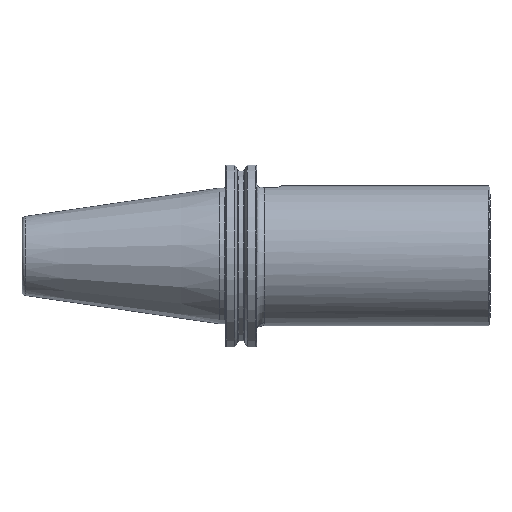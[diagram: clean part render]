
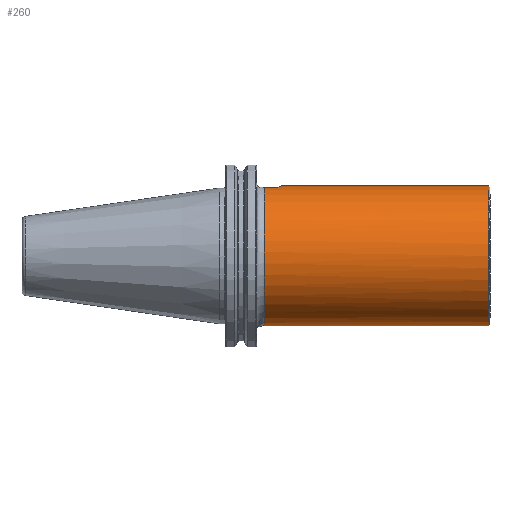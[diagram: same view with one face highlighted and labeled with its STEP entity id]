
A CAD part, front view. The second image highlights one B-rep face of the part: STEP entity #260.
In plain terms, the highlighted cylindrical face has radius 36 mm (diameter 72 mm), a partial arc.
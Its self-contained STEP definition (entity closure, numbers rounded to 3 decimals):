
#50 = CIRCLE ( 'NONE', #608, 36. ) ;
#71 = CARTESIAN_POINT ( 'NONE',  ( -110.319, 0., 36. ) ) ;
#138 = ORIENTED_EDGE ( 'NONE', *, *, #2504, .T. ) ;
#260 = ADVANCED_FACE ( 'NONE', ( #1902 ), #1744, .T. ) ;
#287 = CARTESIAN_POINT ( 'NONE',  ( 22.923, -9.765, -34.65 ) ) ;
#399 = CARTESIAN_POINT ( 'NONE',  ( 22.923, -9.765, -34.65 ) ) ;
#426 = LINE ( 'NONE', #5633, #2890 ) ;
#466 = VERTEX_POINT ( 'NONE', #2048 ) ;
#608 = AXIS2_PLACEMENT_3D ( 'NONE', #6036, #5867, #5750 ) ;
#659 = CARTESIAN_POINT ( 'NONE',  ( 29.784, -7.065, 35.3 ) ) ;
#865 = CARTESIAN_POINT ( 'NONE',  ( 22.294, -3.309, -35.857 ) ) ;
#874 = CARTESIAN_POINT ( 'NONE',  ( 30.47, -6.022, 35.509 ) ) ;
#937 = VERTEX_POINT ( 'NONE', #5859 ) ;
#953 = ORIENTED_EDGE ( 'NONE', *, *, #3974, .T. ) ;
#1040 = B_SPLINE_CURVE_WITH_KNOTS ( 'NONE', 3,
 ( #399, #3183, #5573, #3671, #865, #4144, #1339, #4642 ),
 .UNSPECIFIED., .F., .F.,
 ( 4, 2, 2, 4 ),
 ( 0., 0.005, 0.007, 0.01 ),
 .UNSPECIFIED. ) ;
#1339 = CARTESIAN_POINT ( 'NONE',  ( 22.172, -0.831, -36. ) ) ;
#1346 = CARTESIAN_POINT ( 'NONE',  ( 31.446, -3.401, 35.84 ) ) ;
#1373 = VECTOR ( 'NONE', #3331, 1000. ) ;
#1511 = LINE ( 'NONE', #71, #1373 ) ;
#1546 = CIRCLE ( 'NONE', #4709, 36. ) ;
#1556 = CARTESIAN_POINT ( 'NONE',  ( 23.05, -10.818, -34.337 ) ) ;
#1672 = DIRECTION ( 'NONE',  ( 1., 0., 0. ) ) ;
#1744 = CYLINDRICAL_SURFACE ( 'NONE', #4265, 36. ) ;
#1813 = CARTESIAN_POINT ( 'NONE',  ( 31.662, -2.482, 35.916 ) ) ;
#1902 = FACE_OUTER_BOUND ( 'NONE', #2157, .T. ) ;
#2048 = CARTESIAN_POINT ( 'NONE',  ( 23.05, -11.029, -34.269 ) ) ;
#2064 = CARTESIAN_POINT ( 'NONE',  ( 22.977, -10.187, -34.529 ) ) ;
#2157 = EDGE_LOOP ( 'NONE', ( #5610, #4027, #138, #2352, #953, #3124, #2978, #2841 ) ) ;
#2200 = EDGE_CURVE ( 'NONE', #4130, #3203, #50, .T. ) ;
#2294 = CARTESIAN_POINT ( 'NONE',  ( 31.854, -1.249, 35.984 ) ) ;
#2352 = ORIENTED_EDGE ( 'NONE', *, *, #3637, .F. ) ;
#2443 = EDGE_CURVE ( 'NONE', #4130, #4561, #426, .T. ) ;
#2495 = B_SPLINE_CURVE_WITH_KNOTS ( 'NONE', 3,
 ( #3238, #874, #4149, #1346, #4647, #1813, #5131, #2294, #5603, #2745 ),
 .UNSPECIFIED., .F., .F.,
 ( 4, 2, 2, 2, 4 ),
 ( 0., 0.004, 0.005, 0.006, 0.007 ),
 .UNSPECIFIED. ) ;
#2504 = EDGE_CURVE ( 'NONE', #3203, #2887, #1511, .T. ) ;
#2523 = CARTESIAN_POINT ( 'NONE',  ( 22.923, -9.765, -34.65 ) ) ;
#2745 = CARTESIAN_POINT ( 'NONE',  ( 31.9, 0., 36. ) ) ;
#2841 = ORIENTED_EDGE ( 'NONE', *, *, #2891, .T. ) ;
#2887 = VERTEX_POINT ( 'NONE', #6058 ) ;
#2890 = VECTOR ( 'NONE', #3169, 1000. ) ;
#2891 = EDGE_CURVE ( 'NONE', #4548, #4561, #1040, .T. ) ;
#2978 = ORIENTED_EDGE ( 'NONE', *, *, #5338, .T. ) ;
#3124 = ORIENTED_EDGE ( 'NONE', *, *, #4507, .T. ) ;
#3169 = DIRECTION ( 'NONE',  ( -1., 0., 0. ) ) ;
#3183 = CARTESIAN_POINT ( 'NONE',  ( 22.794, -8.17, -35.1 ) ) ;
#3203 = VERTEX_POINT ( 'NONE', #3547 ) ;
#3238 = CARTESIAN_POINT ( 'NONE',  ( 29.784, -7.065, 35.3 ) ) ;
#3331 = DIRECTION ( 'NONE',  ( -1., 0., 0. ) ) ;
#3469 = CARTESIAN_POINT ( 'NONE',  ( -110.319, -7.065, 35.3 ) ) ;
#3545 = VECTOR ( 'NONE', #3955, 1000. ) ;
#3547 = CARTESIAN_POINT ( 'NONE',  ( 138.4, 0., 36. ) ) ;
#3637 = EDGE_CURVE ( 'NONE', #3951, #2887, #2495, .T. ) ;
#3671 = CARTESIAN_POINT ( 'NONE',  ( 22.363, -4.127, -35.772 ) ) ;
#3951 = VERTEX_POINT ( 'NONE', #659 ) ;
#3955 = DIRECTION ( 'NONE',  ( -1., 0., 0. ) ) ;
#3974 = EDGE_CURVE ( 'NONE', #3951, #937, #4367, .T. ) ;
#4027 = ORIENTED_EDGE ( 'NONE', *, *, #2200, .T. ) ;
#4130 = VERTEX_POINT ( 'NONE', #4552 ) ;
#4144 = CARTESIAN_POINT ( 'NONE',  ( 22.199, -1.663, -35.971 ) ) ;
#4149 = CARTESIAN_POINT ( 'NONE',  ( 30.994, -4.902, 35.685 ) ) ;
#4265 = AXIS2_PLACEMENT_3D ( 'NONE', #5583, #5839, #5557 ) ;
#4367 = LINE ( 'NONE', #3469, #3545 ) ;
#4379 = CARTESIAN_POINT ( 'NONE',  ( 23.05, -11.029, -34.269 ) ) ;
#4472 = B_SPLINE_CURVE_WITH_KNOTS ( 'NONE', 3,
 ( #4379, #1556, #4886, #2064, #5365, #2523 ),
 .UNSPECIFIED., .F., .F.,
 ( 4, 2, 4 ),
 ( 0., 0.001, 0.001 ),
 .UNSPECIFIED. ) ;
#4500 = CARTESIAN_POINT ( 'NONE',  ( 23.05, 0., 0. ) ) ;
#4507 = EDGE_CURVE ( 'NONE', #937, #466, #1546, .T. ) ;
#4548 = VERTEX_POINT ( 'NONE', #287 ) ;
#4552 = CARTESIAN_POINT ( 'NONE',  ( 138.4, 0., -36. ) ) ;
#4561 = VERTEX_POINT ( 'NONE', #5970 ) ;
#4642 = CARTESIAN_POINT ( 'NONE',  ( 22.172, 0., -36. ) ) ;
#4647 = CARTESIAN_POINT ( 'NONE',  ( 31.526, -3.095, 35.868 ) ) ;
#4709 = AXIS2_PLACEMENT_3D ( 'NONE', #4500, #1672, #4983 ) ;
#4886 = CARTESIAN_POINT ( 'NONE',  ( 23.031, -10.607, -34.402 ) ) ;
#4983 = DIRECTION ( 'NONE',  ( 0., 0., 1. ) ) ;
#5131 = CARTESIAN_POINT ( 'NONE',  ( 31.718, -2.175, 35.936 ) ) ;
#5338 = EDGE_CURVE ( 'NONE', #466, #4548, #4472, .T. ) ;
#5365 = CARTESIAN_POINT ( 'NONE',  ( 22.94, -9.977, -34.591 ) ) ;
#5557 = DIRECTION ( 'NONE',  ( 0., 0., 1. ) ) ;
#5573 = CARTESIAN_POINT ( 'NONE',  ( 22.597, -6.564, -35.434 ) ) ;
#5583 = CARTESIAN_POINT ( 'NONE',  ( -110.319, 0., 0. ) ) ;
#5603 = CARTESIAN_POINT ( 'NONE',  ( 31.9, -0.627, 36. ) ) ;
#5610 = ORIENTED_EDGE ( 'NONE', *, *, #2443, .F. ) ;
#5633 = CARTESIAN_POINT ( 'NONE',  ( -110.319, 0., -36. ) ) ;
#5750 = DIRECTION ( 'NONE',  ( 0., 0., 1. ) ) ;
#5839 = DIRECTION ( 'NONE',  ( -1., 0., 0. ) ) ;
#5859 = CARTESIAN_POINT ( 'NONE',  ( 23.05, -7.065, 35.3 ) ) ;
#5867 = DIRECTION ( 'NONE',  ( -1., 0., 0. ) ) ;
#5970 = CARTESIAN_POINT ( 'NONE',  ( 22.172, 0., -36. ) ) ;
#6036 = CARTESIAN_POINT ( 'NONE',  ( 138.4, 0., 0. ) ) ;
#6058 = CARTESIAN_POINT ( 'NONE',  ( 31.9, 0., 36. ) ) ;
